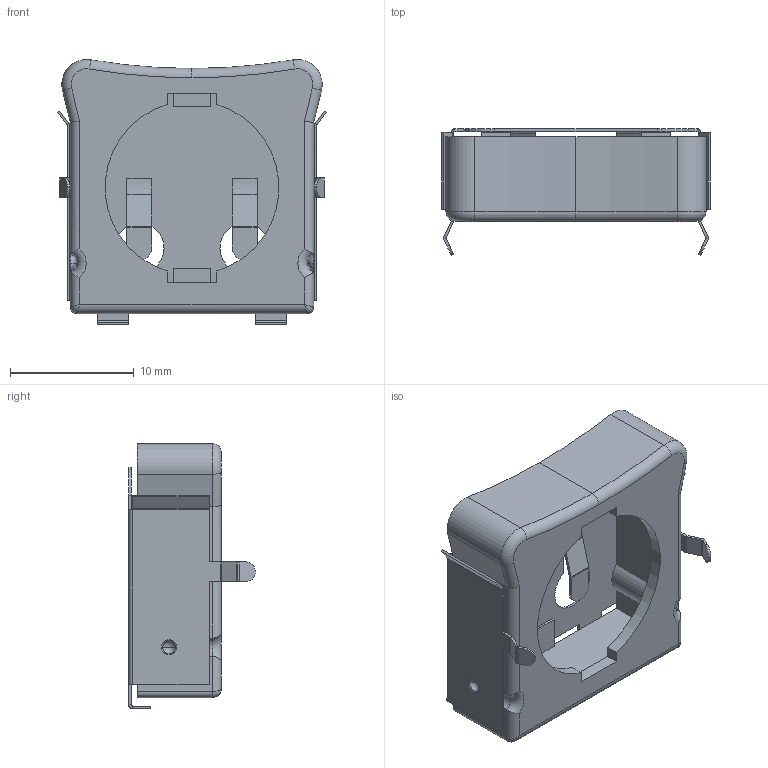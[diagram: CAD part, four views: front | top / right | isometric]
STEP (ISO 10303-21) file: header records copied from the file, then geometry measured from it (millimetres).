
FILE_DESCRIPTION (( 'STEP AP214' ), '1' );
FILE_NAME ('BHX1-5.8-PC.STEP', '2020-01-13T22:47:02', ( '' ), ( '' ), 'SwSTEP 2.0', 'SolidWorks 2017', '' );
FILE_SCHEMA (( 'AUTOMOTIVE_DESIGN' ));
Length unit declared in the file: millimetre
Products named in the file (1): BHX1-5.8-PC
Bounding box: 21.63 x 10.2 x 21.38 mm (x, y, z)
Volume: 786.5 mm3; surface area: 2632.8 mm2
Topology: 2 solids, 2 shells, 236 faces, 562 edges, 333 vertices
Faces by surface type: plane 144, cylinder 68, torus 14, sphere 8, bspline 2
Entity records: 6796 total; most frequent: CARTESIAN_POINT 1234, DIRECTION 1195, ORIENTED_EDGE 1120, EDGE_CURVE 560, AXIS2_PLACEMENT_3D 410, VECTOR 375, LINE 375, VERTEX_POINT 333
